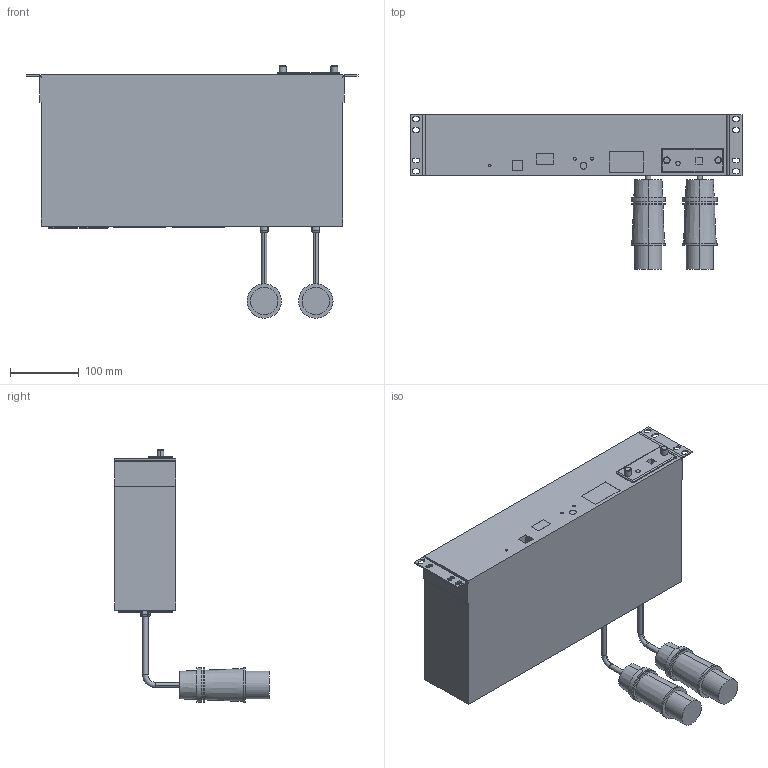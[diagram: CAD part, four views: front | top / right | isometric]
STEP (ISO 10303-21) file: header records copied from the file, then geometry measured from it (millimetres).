
FILE_DESCRIPTION (( 'STEP AP203' ), '1' );
FILE_NAME ('ATS-32-2U-1.STEP', '2023-08-10T11:01:28', ( '' ), ( '' ), 'SwSTEP 2.0', 'SolidWorks 2022', '' );
FILE_SCHEMA (( 'CONFIG_CONTROL_DESIGN' ));
Products named in the file (1): ATS-32-2U-1
Bounding box: 482.6 x 224.4 x 367 mm (x, y, z)
Volume: 8930912.7 mm3; surface area: 445696 mm2
Topology: 1 solids, 1 shells, 1518 faces, 3546 edges, 2144 vertices
Faces by surface type: cylinder 698, plane 576, torus 216, cone 16, sphere 8, bspline 4
Entity records: 42987 total; most frequent: CARTESIAN_POINT 7969, DIRECTION 7632, ORIENTED_EDGE 7084, EDGE_CURVE 3542, AXIS2_PLACEMENT_3D 2775, VERTEX_POINT 2144, LINE 2082, VECTOR 2082
